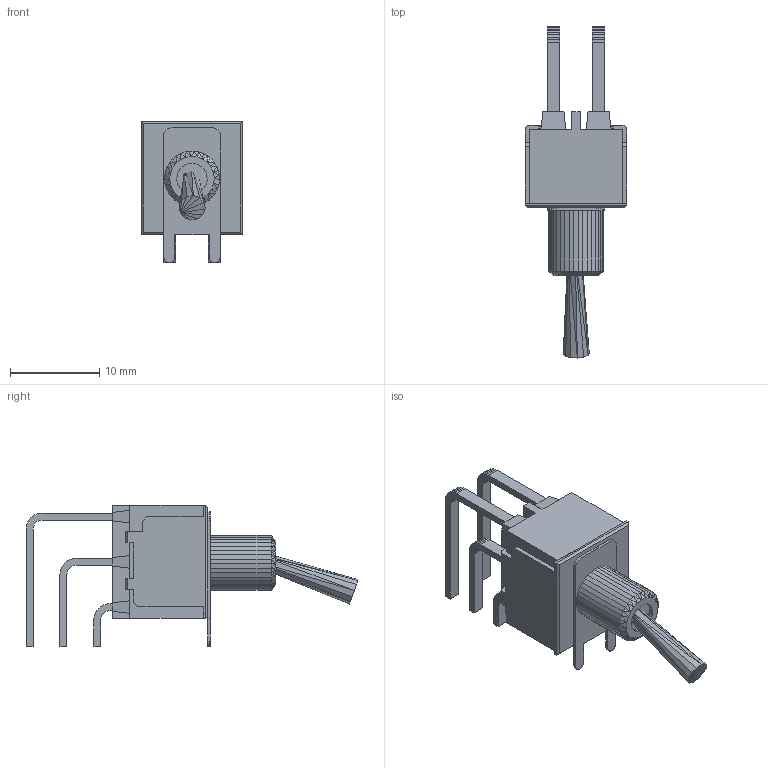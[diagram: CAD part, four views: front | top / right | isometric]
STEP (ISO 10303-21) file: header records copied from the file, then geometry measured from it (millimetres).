
FILE_DESCRIPTION(/* description */ (''),/* implementation_level */ '2;1');
FILE_NAME(/* name */ 'Sans titre',/* time_stamp */ '2023-04-05T09:27:58+02:00',/* author */ (''),/* organization */ (''),/* preprocessor_version */ 'ST-DEVELOPER v16.5',/* originating_system */ 'Rhino 7.28',/* authorisation */ '');
FILE_SCHEMA (('AUTOMOTIVE_DESIGN'));
Length unit declared in the file: millimetre
Products named in the file (1): Document
Bounding box: 11.43 x 37.28 x 15.88 mm (x, y, z)
Volume: 1450.3 mm3; surface area: 2485.2 mm2
Topology: 15 solids, 77 shells, 610 faces, 1745 edges, 1224 vertices
Faces by surface type: plane 610
Entity records: 17190 total; most frequent: CARTESIAN_POINT 5325, ORIENTED_EDGE 3207, EDGE_CURVE 1745, B_SPLINE_CURVE_WITH_KNOTS 1745, VERTEX_POINT 1224, DIRECTION 612, EDGE_LOOP 611, AXIS2_PLACEMENT_3D 611
